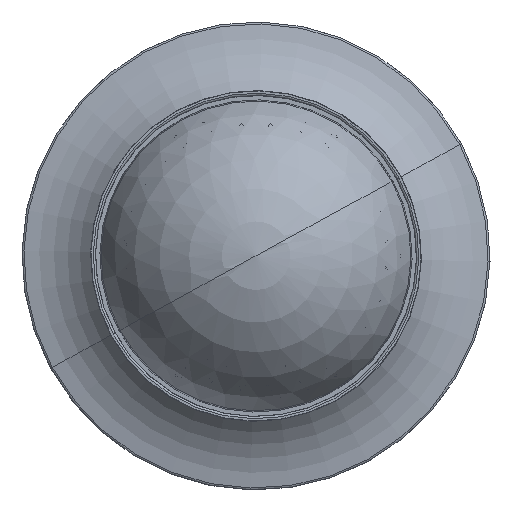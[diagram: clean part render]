
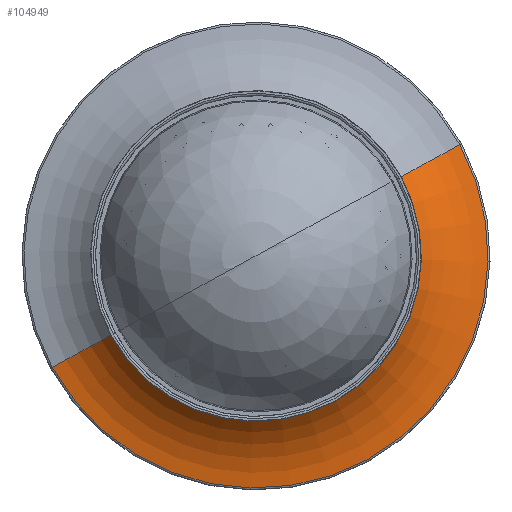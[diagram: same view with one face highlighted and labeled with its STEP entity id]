
A CAD part, top view. The second image highlights one B-rep face of the part: STEP entity #104949.
In plain terms, the highlighted toroidal (fillet/blend) face has major radius 55.8 mm and minor radius 23 mm.
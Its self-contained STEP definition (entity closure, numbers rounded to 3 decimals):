
#102322=AXIS2_PLACEMENT_3D('Circle Axis2P3D',#102320,#102321,$) ;
#104910=AXIS2_PLACEMENT_3D('Torus Axis2P3D',#104907,#104908,#104909) ;
#104923=AXIS2_PLACEMENT_3D('Circle Axis2P3D',#104921,#104922,$) ;
#104928=AXIS2_PLACEMENT_3D('Circle Axis2P3D',#104926,#104927,$) ;
#104940=AXIS2_PLACEMENT_3D('Circle Axis2P3D',#104938,#104939,$) ;
#102291=CARTESIAN_POINT('Vertex',(-46.966,-25.658,15.214)) ;
#102298=CARTESIAN_POINT('Vertex',(46.966,25.658,15.214)) ;
#102320=CARTESIAN_POINT('Axis2P3D Location',(0.,0.,15.214)) ;
#104907=CARTESIAN_POINT('Axis2P3D Location',(0.,0.,38.1)) ;
#104916=CARTESIAN_POINT('Vertex',(33.472,18.286,23.364)) ;
#104918=CARTESIAN_POINT('Vertex',(-33.472,-18.286,23.364)) ;
#104921=CARTESIAN_POINT('Axis2P3D Location',(48.969,26.752,38.1)) ;
#104926=CARTESIAN_POINT('Axis2P3D Location',(-48.969,-26.752,38.1)) ;
#104938=CARTESIAN_POINT('Axis2P3D Location',(0.,0.,23.364)) ;
#102321=DIRECTION('Axis2P3D Direction',(0.,0.,1.)) ;
#104908=DIRECTION('Axis2P3D Direction',(0.,0.,1.)) ;
#104909=DIRECTION('Axis2P3D XDirection',(-0.878,-0.479,0.)) ;
#104922=DIRECTION('Axis2P3D Direction',(0.479,-0.878,0.)) ;
#104927=DIRECTION('Axis2P3D Direction',(-0.479,0.878,0.)) ;
#104939=DIRECTION('Axis2P3D Direction',(0.,0.,1.)) ;
#104944=ORIENTED_EDGE('',*,*,#104942,.F.) ;
#104945=ORIENTED_EDGE('',*,*,#104930,.F.) ;
#104946=ORIENTED_EDGE('',*,*,#102324,.T.) ;
#104947=ORIENTED_EDGE('',*,*,#104925,.T.) ;
#104949=ADVANCED_FACE('01-PM-2-1-02-003-A01-110908_3D_COVER_24.1\\PartBody',(#104948),#104911,.F.) ;
#102323=CIRCLE('generated circle',#102322,53.517) ;
#104924=CIRCLE('generated circle',#104923,23.) ;
#104929=CIRCLE('generated circle',#104928,23.) ;
#104941=CIRCLE('generated circle',#104940,38.141) ;
#104911=TOROIDAL_SURFACE('homeo Torus',#104910,55.8,23.) ;
#102324=EDGE_CURVE('',#102292,#102299,#102323,.T.) ;
#104925=EDGE_CURVE('',#102299,#104917,#104924,.F.) ;
#104930=EDGE_CURVE('',#102292,#104919,#104929,.F.) ;
#104942=EDGE_CURVE('',#104919,#104917,#104941,.T.) ;
#104943=EDGE_LOOP('',(#104944,#104945,#104946,#104947)) ;
#104948=FACE_OUTER_BOUND('',#104943,.T.) ;
#102292=VERTEX_POINT('',#102291) ;
#102299=VERTEX_POINT('',#102298) ;
#104917=VERTEX_POINT('',#104916) ;
#104919=VERTEX_POINT('',#104918) ;
